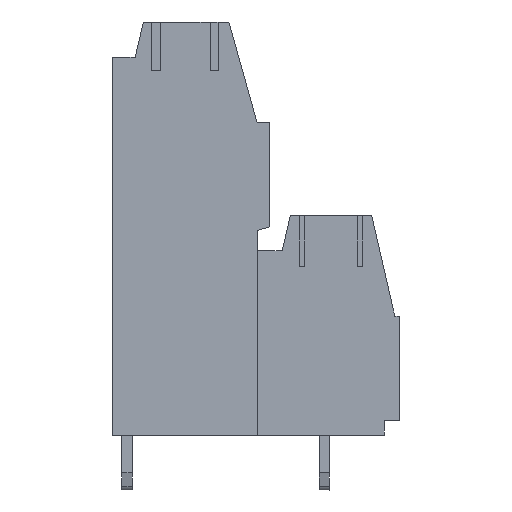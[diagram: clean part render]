
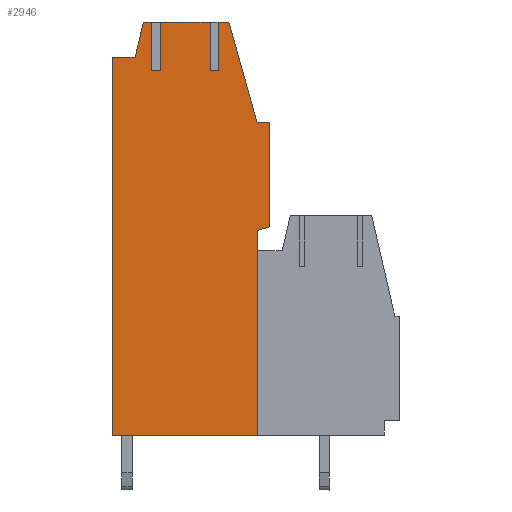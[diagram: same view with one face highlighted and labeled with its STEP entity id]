
A CAD part, left-side view. The second image highlights one B-rep face of the part: STEP entity #2946.
In plain terms, the highlighted planar face has unit normal (-1, 0, 0).
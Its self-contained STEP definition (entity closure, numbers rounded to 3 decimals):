
#2886=AXIS2_PLACEMENT_3D('Plane Axis2P3D',#2883,#2884,#2885) ;
#801=CARTESIAN_POINT('Vertex',(0.,8.3,3.2)) ;
#804=CARTESIAN_POINT('Line Origine',(0.,12.525,3.2)) ;
#808=CARTESIAN_POINT('Vertex',(0.,16.75,3.2)) ;
#1456=CARTESIAN_POINT('Line Origine',(0.,16.75,14.225)) ;
#1460=CARTESIAN_POINT('Vertex',(0.,16.75,25.25)) ;
#1580=CARTESIAN_POINT('Vertex',(0.,8.3,15.15)) ;
#1583=CARTESIAN_POINT('Line Origine',(0.,8.3,9.175)) ;
#1744=CARTESIAN_POINT('Vertex',(0.,14.95,27.3)) ;
#1747=CARTESIAN_POINT('Line Origine',(0.,14.7,27.3)) ;
#1751=CARTESIAN_POINT('Vertex',(0.,14.45,27.3)) ;
#1800=CARTESIAN_POINT('Vertex',(0.,13.95,27.3)) ;
#1803=CARTESIAN_POINT('Line Origine',(0.,12.5,27.3)) ;
#1807=CARTESIAN_POINT('Vertex',(0.,11.05,27.3)) ;
#1856=CARTESIAN_POINT('Vertex',(0.,10.55,27.3)) ;
#1859=CARTESIAN_POINT('Line Origine',(0.,10.25,27.3)) ;
#1863=CARTESIAN_POINT('Vertex',(0.,9.95,27.3)) ;
#2085=CARTESIAN_POINT('Line Origine',(0.,9.131,24.375)) ;
#2089=CARTESIAN_POINT('Vertex',(0.,8.311,21.45)) ;
#2109=CARTESIAN_POINT('Line Origine',(0.,7.956,21.45)) ;
#2113=CARTESIAN_POINT('Vertex',(0.,7.6,21.45)) ;
#2133=CARTESIAN_POINT('Line Origine',(0.,7.6,18.4)) ;
#2137=CARTESIAN_POINT('Vertex',(0.,7.6,15.35)) ;
#2327=CARTESIAN_POINT('Line Origine',(0.,7.95,15.25)) ;
#2344=CARTESIAN_POINT('Line Origine',(0.,16.088,25.25)) ;
#2348=CARTESIAN_POINT('Vertex',(0.,15.425,25.25)) ;
#2368=CARTESIAN_POINT('Line Origine',(0.,15.188,26.275)) ;
#2883=CARTESIAN_POINT('Axis2P3D Location',(0.,7.6,0.)) ;
#2888=CARTESIAN_POINT('Line Origine',(0.,13.95,25.875)) ;
#2892=CARTESIAN_POINT('Vertex',(0.,13.95,24.45)) ;
#2895=CARTESIAN_POINT('Line Origine',(0.,14.2,24.45)) ;
#2899=CARTESIAN_POINT('Vertex',(0.,14.45,24.45)) ;
#2902=CARTESIAN_POINT('Line Origine',(0.,14.45,25.875)) ;
#2907=CARTESIAN_POINT('Line Origine',(0.,10.55,25.875)) ;
#2911=CARTESIAN_POINT('Vertex',(0.,10.55,24.45)) ;
#2914=CARTESIAN_POINT('Line Origine',(0.,10.8,24.45)) ;
#2918=CARTESIAN_POINT('Vertex',(0.,11.05,24.45)) ;
#2921=CARTESIAN_POINT('Line Origine',(0.,11.05,25.875)) ;
#805=DIRECTION('Vector Direction',(0.,1.,0.)) ;
#1457=DIRECTION('Vector Direction',(0.,0.,1.)) ;
#1584=DIRECTION('Vector Direction',(0.,0.,-1.)) ;
#1748=DIRECTION('Vector Direction',(0.,-1.,0.)) ;
#1804=DIRECTION('Vector Direction',(0.,-1.,0.)) ;
#1860=DIRECTION('Vector Direction',(0.,-1.,0.)) ;
#2086=DIRECTION('Vector Direction',(0.,-0.27,-0.963)) ;
#2110=DIRECTION('Vector Direction',(0.,-1.,0.)) ;
#2134=DIRECTION('Vector Direction',(0.,0.,-1.)) ;
#2328=DIRECTION('Vector Direction',(0.,0.962,-0.275)) ;
#2345=DIRECTION('Vector Direction',(0.,-1.,0.)) ;
#2369=DIRECTION('Vector Direction',(0.,-0.226,0.974)) ;
#2884=DIRECTION('Axis2P3D Direction',(-1.,0.,0.)) ;
#2885=DIRECTION('Axis2P3D XDirection',(0.,0.,1.)) ;
#2889=DIRECTION('Vector Direction',(0.,0.,1.)) ;
#2896=DIRECTION('Vector Direction',(0.,-1.,0.)) ;
#2903=DIRECTION('Vector Direction',(0.,0.,1.)) ;
#2908=DIRECTION('Vector Direction',(0.,0.,1.)) ;
#2915=DIRECTION('Vector Direction',(0.,-1.,0.)) ;
#2922=DIRECTION('Vector Direction',(0.,0.,1.)) ;
#806=VECTOR('Line Direction',#805,1.) ;
#1458=VECTOR('Line Direction',#1457,1.) ;
#1585=VECTOR('Line Direction',#1584,1.) ;
#1749=VECTOR('Line Direction',#1748,1.) ;
#1805=VECTOR('Line Direction',#1804,1.) ;
#1861=VECTOR('Line Direction',#1860,1.) ;
#2087=VECTOR('Line Direction',#2086,1.) ;
#2111=VECTOR('Line Direction',#2110,1.) ;
#2135=VECTOR('Line Direction',#2134,1.) ;
#2329=VECTOR('Line Direction',#2328,1.) ;
#2346=VECTOR('Line Direction',#2345,1.) ;
#2370=VECTOR('Line Direction',#2369,1.) ;
#2890=VECTOR('Line Direction',#2889,1.) ;
#2897=VECTOR('Line Direction',#2896,1.) ;
#2904=VECTOR('Line Direction',#2903,1.) ;
#2909=VECTOR('Line Direction',#2908,1.) ;
#2916=VECTOR('Line Direction',#2915,1.) ;
#2923=VECTOR('Line Direction',#2922,1.) ;
#2927=ORIENTED_EDGE('',*,*,#1809,.T.) ;
#2928=ORIENTED_EDGE('',*,*,#2894,.F.) ;
#2929=ORIENTED_EDGE('',*,*,#2901,.F.) ;
#2930=ORIENTED_EDGE('',*,*,#2906,.T.) ;
#2931=ORIENTED_EDGE('',*,*,#1753,.T.) ;
#2932=ORIENTED_EDGE('',*,*,#2372,.T.) ;
#2933=ORIENTED_EDGE('',*,*,#2350,.T.) ;
#2934=ORIENTED_EDGE('',*,*,#1462,.T.) ;
#2935=ORIENTED_EDGE('',*,*,#810,.T.) ;
#2936=ORIENTED_EDGE('',*,*,#1587,.T.) ;
#2937=ORIENTED_EDGE('',*,*,#2331,.T.) ;
#2938=ORIENTED_EDGE('',*,*,#2139,.T.) ;
#2939=ORIENTED_EDGE('',*,*,#2115,.T.) ;
#2940=ORIENTED_EDGE('',*,*,#2091,.T.) ;
#2941=ORIENTED_EDGE('',*,*,#1865,.T.) ;
#2942=ORIENTED_EDGE('',*,*,#2913,.F.) ;
#2943=ORIENTED_EDGE('',*,*,#2920,.F.) ;
#2944=ORIENTED_EDGE('',*,*,#2925,.T.) ;
#2946=ADVANCED_FACE('Hauptk\X2\00F6\X0\rper',(#2945),#2887,.T.) ;
#810=EDGE_CURVE('',#809,#802,#807,.F.) ;
#1462=EDGE_CURVE('',#1461,#809,#1459,.F.) ;
#1587=EDGE_CURVE('',#802,#1581,#1586,.F.) ;
#1753=EDGE_CURVE('',#1752,#1745,#1750,.F.) ;
#1809=EDGE_CURVE('',#1808,#1801,#1806,.F.) ;
#1865=EDGE_CURVE('',#1864,#1857,#1862,.F.) ;
#2091=EDGE_CURVE('',#2090,#1864,#2088,.F.) ;
#2115=EDGE_CURVE('',#2114,#2090,#2112,.F.) ;
#2139=EDGE_CURVE('',#2138,#2114,#2136,.F.) ;
#2331=EDGE_CURVE('',#1581,#2138,#2330,.F.) ;
#2350=EDGE_CURVE('',#2349,#1461,#2347,.F.) ;
#2372=EDGE_CURVE('',#1745,#2349,#2371,.F.) ;
#2894=EDGE_CURVE('',#2893,#1801,#2891,.T.) ;
#2901=EDGE_CURVE('',#2900,#2893,#2898,.T.) ;
#2906=EDGE_CURVE('',#2900,#1752,#2905,.T.) ;
#2913=EDGE_CURVE('',#2912,#1857,#2910,.T.) ;
#2920=EDGE_CURVE('',#2919,#2912,#2917,.T.) ;
#2925=EDGE_CURVE('',#2919,#1808,#2924,.T.) ;
#2926=EDGE_LOOP('',(#2927,#2928,#2929,#2930,#2931,#2932,#2933,#2934,#2935,#2936,#2937,#2938,#2939,#2940,#2941,#2942,#2943,#2944)) ;
#2945=FACE_OUTER_BOUND('',#2926,.T.) ;
#807=LINE('Line',#804,#806) ;
#1459=LINE('Line',#1456,#1458) ;
#1586=LINE('Line',#1583,#1585) ;
#1750=LINE('Line',#1747,#1749) ;
#1806=LINE('Line',#1803,#1805) ;
#1862=LINE('Line',#1859,#1861) ;
#2088=LINE('Line',#2085,#2087) ;
#2112=LINE('Line',#2109,#2111) ;
#2136=LINE('Line',#2133,#2135) ;
#2330=LINE('Line',#2327,#2329) ;
#2347=LINE('Line',#2344,#2346) ;
#2371=LINE('Line',#2368,#2370) ;
#2891=LINE('Line',#2888,#2890) ;
#2898=LINE('Line',#2895,#2897) ;
#2905=LINE('Line',#2902,#2904) ;
#2910=LINE('Line',#2907,#2909) ;
#2917=LINE('Line',#2914,#2916) ;
#2924=LINE('Line',#2921,#2923) ;
#2887=PLANE('',#2886) ;
#802=VERTEX_POINT('',#801) ;
#809=VERTEX_POINT('',#808) ;
#1461=VERTEX_POINT('',#1460) ;
#1581=VERTEX_POINT('',#1580) ;
#1745=VERTEX_POINT('',#1744) ;
#1752=VERTEX_POINT('',#1751) ;
#1801=VERTEX_POINT('',#1800) ;
#1808=VERTEX_POINT('',#1807) ;
#1857=VERTEX_POINT('',#1856) ;
#1864=VERTEX_POINT('',#1863) ;
#2090=VERTEX_POINT('',#2089) ;
#2114=VERTEX_POINT('',#2113) ;
#2138=VERTEX_POINT('',#2137) ;
#2349=VERTEX_POINT('',#2348) ;
#2893=VERTEX_POINT('',#2892) ;
#2900=VERTEX_POINT('',#2899) ;
#2912=VERTEX_POINT('',#2911) ;
#2919=VERTEX_POINT('',#2918) ;
